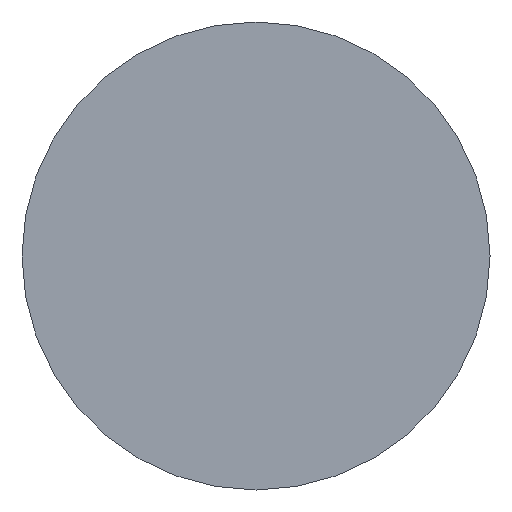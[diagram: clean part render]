
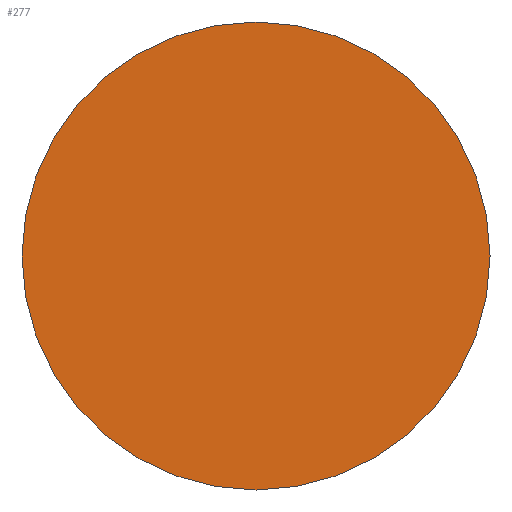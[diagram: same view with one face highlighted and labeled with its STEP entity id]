
A CAD part, front view. The second image highlights one B-rep face of the part: STEP entity #277.
In plain terms, the highlighted planar face has unit normal (0, -1, 0).
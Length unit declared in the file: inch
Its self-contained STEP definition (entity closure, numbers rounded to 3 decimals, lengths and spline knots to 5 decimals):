
#5 = FACE_OUTER_BOUND ( 'NONE', #66, .T. ) ;
#7 = DIRECTION ( 'NONE',  ( 0., 0., -1. ) ) ;
#13 = CARTESIAN_POINT ( 'NONE',  ( 0., 0., 0. ) ) ;
#14 = VERTEX_POINT ( 'NONE', #71 ) ;
#66 = EDGE_LOOP ( 'NONE', ( #291, #274 ) ) ;
#71 = CARTESIAN_POINT ( 'NONE',  ( 0., 0., 0.375 ) ) ;
#74 = DIRECTION ( 'NONE',  ( 0., 0., -1. ) ) ;
#95 = DIRECTION ( 'NONE',  ( 0., -1., 0. ) ) ;
#103 = DIRECTION ( 'NONE',  ( 0., -1., 0. ) ) ;
#110 = CARTESIAN_POINT ( 'NONE',  ( 0., 0., 0. ) ) ;
#158 = PLANE ( 'NONE',  #237 ) ;
#171 = AXIS2_PLACEMENT_3D ( 'NONE', #264, #95, #74 ) ;
#183 = CIRCLE ( 'NONE', #222, 0.375 ) ;
#189 = EDGE_CURVE ( 'NONE', #14, #221, #183, .T. ) ;
#193 = CARTESIAN_POINT ( 'NONE',  ( 0., 0., -0.375 ) ) ;
#217 = EDGE_CURVE ( 'NONE', #221, #14, #286, .T. ) ;
#221 = VERTEX_POINT ( 'NONE', #193 ) ;
#222 = AXIS2_PLACEMENT_3D ( 'NONE', #110, #238, #309 ) ;
#237 = AXIS2_PLACEMENT_3D ( 'NONE', #13, #103, #7 ) ;
#238 = DIRECTION ( 'NONE',  ( 0., -1., 0. ) ) ;
#264 = CARTESIAN_POINT ( 'NONE',  ( 0., 0., 0. ) ) ;
#274 = ORIENTED_EDGE ( 'NONE', *, *, #189, .T. ) ;
#277 = ADVANCED_FACE ( 'NONE', ( #5 ), #158, .T. ) ;
#286 = CIRCLE ( 'NONE', #171, 0.375 ) ;
#291 = ORIENTED_EDGE ( 'NONE', *, *, #217, .T. ) ;
#309 = DIRECTION ( 'NONE',  ( 0., 0., -1. ) ) ;
